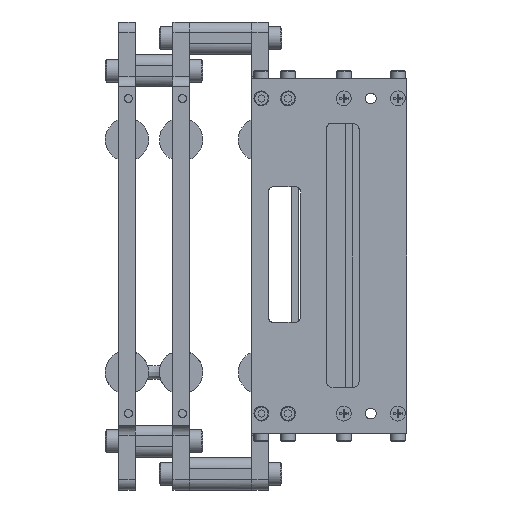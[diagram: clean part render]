
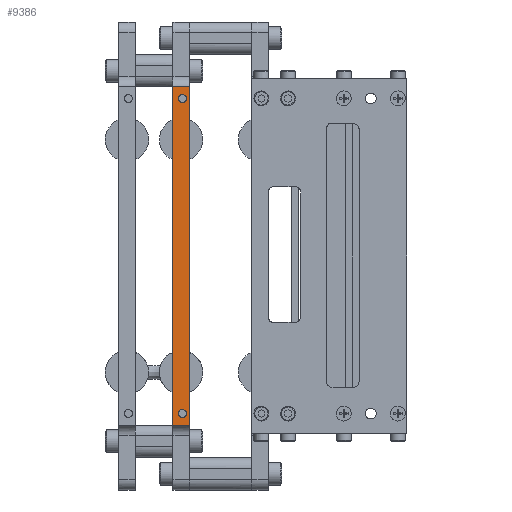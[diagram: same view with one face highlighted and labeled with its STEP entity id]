
A CAD part, left-side view. The second image highlights one B-rep face of the part: STEP entity #9386.
In plain terms, the highlighted free-form (B-spline) face has degree [1, 1] with [2, 2] control points.
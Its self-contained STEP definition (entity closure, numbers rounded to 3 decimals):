
#6258=CARTESIAN_POINT('V34',(-42.5,82.614,
   -56.75));
#6259=VERTEX_POINT('V34',#6258);
#6267=CARTESIAN_POINT('E48',(-42.5,82.614,
   -56.75));
#6268=CARTESIAN_POINT('E48',(-42.5,85.212,
   -56.75));
#6269=CARTESIAN_POINT('E48',(-42.5,83.913,
   -59.0));
#6270=CARTESIAN_POINT('E48',(-42.5,82.614,
   -61.25));
#6271=CARTESIAN_POINT('E48',(-42.5,81.315,
   -59.0));
#6272=CARTESIAN_POINT('E48',(-42.5,80.016,
   -56.75));
#6273=CARTESIAN_POINT('E48',(-42.5,82.614,
   -56.75));
#6281=(BOUNDED_CURVE()B_SPLINE_CURVE(2,(#6267,#6268,#6269,#6270,
   #6271,#6272,#6273),.CIRCULAR_ARC.,.T.,.U.)
   B_SPLINE_CURVE_WITH_KNOTS((3,2,2,3),(0.0,1.039,
   2.078,3.118),.UNSPECIFIED.)CURVE()
   GEOMETRIC_REPRESENTATION_ITEM()RATIONAL_B_SPLINE_CURVE((1.0,
   0.5,1.0,0.5,1.0,0.5,1.0)
   )REPRESENTATION_ITEM('E48'));
#6282=EDGE_CURVE('E48',#6259,#6259,#6281,.T.);
#6336=CARTESIAN_POINT('V92',(-42.5,82.614,
   56.75));
#6337=VERTEX_POINT('V92',#6336);
#6338=CARTESIAN_POINT('E133',(-42.5,82.614,
   56.75));
#6339=CARTESIAN_POINT('E133',(-42.5,80.016,
   56.75));
#6340=CARTESIAN_POINT('E133',(-42.5,81.315,
   59.0));
#6341=CARTESIAN_POINT('E133',(-42.5,82.614,
   61.25));
#6342=CARTESIAN_POINT('E133',(-42.5,83.913,
   59.0));
#6343=CARTESIAN_POINT('E133',(-42.5,85.212,
   56.75));
#6344=CARTESIAN_POINT('E133',(-42.5,82.614,
   56.75));
#6352=(BOUNDED_CURVE()B_SPLINE_CURVE(2,(#6338,#6339,#6340,#6341,
   #6342,#6343,#6344),.CIRCULAR_ARC.,.T.,.U.)
   B_SPLINE_CURVE_WITH_KNOTS((3,2,2,3),(0.0,1.039,
   2.078,3.118),.UNSPECIFIED.)CURVE()
   GEOMETRIC_REPRESENTATION_ITEM()RATIONAL_B_SPLINE_CURVE((1.0,
   0.5,1.0,0.5,1.0,0.5,1.0)
   )REPRESENTATION_ITEM('E133'));
#6353=EDGE_CURVE('E133',#6337,#6337,#6352,.T.);
#7639=CARTESIAN_POINT('V57',(-42.5,86.114,
   -62.5));
#7640=VERTEX_POINT('V57',#7639);
#7646=CARTESIAN_POINT('V58',(-42.5,80.114,
   -62.5));
#7647=VERTEX_POINT('V58',#7646);
#7648=CARTESIAN_POINT('E80',(-42.5,86.114,
   -62.5));
#7649=CARTESIAN_POINT('E80',(-42.5,80.114,
   -62.5));
#7650=QUASI_UNIFORM_CURVE('E80',1,(#7648,#7649),.POLYLINE_FORM.,.F.,
   .U.);
#7651=EDGE_CURVE('E80',#7640,#7647,#7650,.T.);
#8565=CARTESIAN_POINT('V116',(-42.5,80.114,
   62.5));
#8566=VERTEX_POINT('V116',#8565);
#8574=CARTESIAN_POINT('V115',(-42.5,86.114,
   62.5));
#8575=VERTEX_POINT('V115',#8574);
#8576=CARTESIAN_POINT('E165',(-42.5,86.114,
   62.5));
#8577=CARTESIAN_POINT('E165',(-42.5,80.114,
   62.5));
#8578=QUASI_UNIFORM_CURVE('E165',1,(#8576,#8577),.POLYLINE_FORM.,.F.,
   .U.);
#8579=EDGE_CURVE('E165',#8575,#8566,#8578,.T.);
#9316=CARTESIAN_POINT('E172',(-42.5,86.114,
   -62.5));
#9317=CARTESIAN_POINT('E172',(-42.5,86.114,
   62.5));
#9318=QUASI_UNIFORM_CURVE('E172',1,(#9316,#9317),.POLYLINE_FORM.,.F.,
   .U.);
#9319=EDGE_CURVE('E172',#7640,#8575,#9318,.T.);
#9365=CARTESIAN_POINT('F72',(-42.5,86.214,
   62.6));
#9366=CARTESIAN_POINT('F72',(-42.5,80.014,
   62.6));
#9367=CARTESIAN_POINT('F72',(-42.5,86.214,
   -62.6));
#9368=CARTESIAN_POINT('F72',(-42.5,80.014,
   -62.6));
#9369=B_SPLINE_SURFACE_WITH_KNOTS('F72',1,1,((#9365,#9367),(#9366,
   #9368)),.PLANE_SURF.,.F.,.F.,.U.,(2,2),(2,2),(0.0,1.0),(0.0,
   20.194),.UNSPECIFIED.);
#9370=ORIENTED_EDGE('E172',*,*,#9319,.T.);
#9371=ORIENTED_EDGE('E165',*,*,#8579,.T.);
#9372=CARTESIAN_POINT('E175',(-42.5,80.114,
   62.5));
#9373=CARTESIAN_POINT('E175',(-42.5,80.114,
   -62.5));
#9374=QUASI_UNIFORM_CURVE('E175',1,(#9372,#9373),.POLYLINE_FORM.,.F.,
   .U.);
#9375=EDGE_CURVE('E175',#8566,#7647,#9374,.T.);
#9376=ORIENTED_EDGE('E175',*,*,#9375,.T.);
#9377=ORIENTED_EDGE('E80',*,*,#7651,.F.);
#9378=EDGE_LOOP('F72',(#9370,#9371,#9376,#9377));
#9379=FACE_OUTER_BOUND('F72',#9378,.T.);
#9380=ORIENTED_EDGE('E133',*,*,#6353,.T.);
#9381=EDGE_LOOP('F72',(#9380));
#9382=FACE_BOUND('F72',#9381,.T.);
#9383=ORIENTED_EDGE('F23',*,*,#6282,.T.);
#9384=EDGE_LOOP('F72',(#9383));
#9385=FACE_BOUND('F72',#9384,.T.);
#9386=ADVANCED_FACE('F72',(#9379,#9382,#9385),#9369,.T.);
